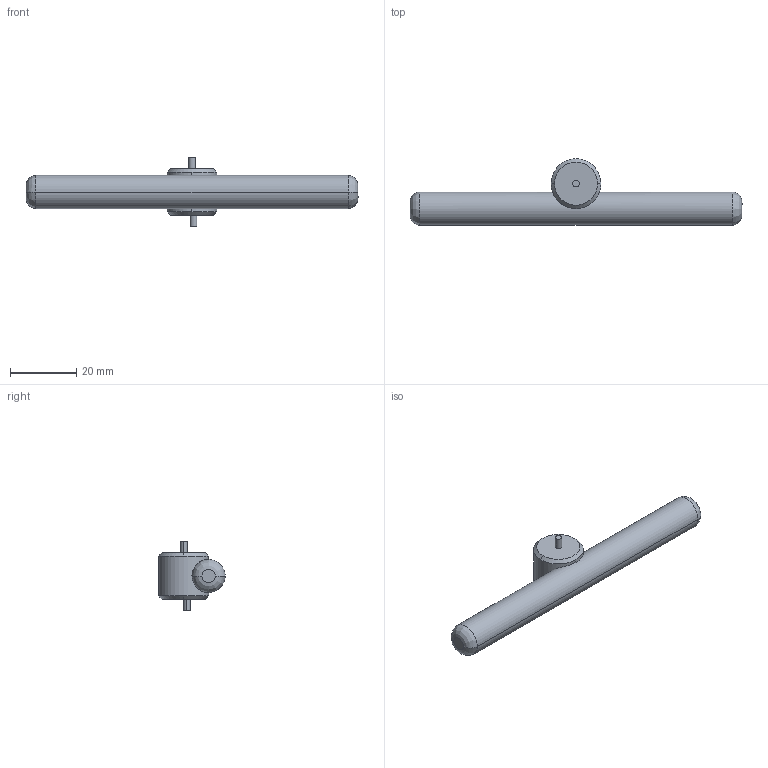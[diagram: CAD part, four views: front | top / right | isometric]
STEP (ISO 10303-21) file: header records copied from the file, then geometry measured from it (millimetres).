
FILE_DESCRIPTION(('CAx-IF Rec.Pracs.---Model Styling and Organization---1.2---2011-12-15','CAx-IF Rec.Pracs.---Geometric and Assembly Validation Properties---4.1---2014-06-16','CAx-IF Rec.Pracs.---PMI Polyline Presentation---2.0---2013-05-24'),'2;1');
FILE_NAME('foot1.stp','2021-02-03T20:47:41+01:00',(''),(''),'STEP Interface 2019 Sp3 by CT CoreTechnologie','3D_Kernel_IO2019 Sp3 by CT CoreTechnologie','');
FILE_SCHEMA(('AUTOMOTIVE_DESIGN { 1 0 10303 214 1 1 1 1 }'));
Length unit declared in the file: millimetre
Products named in the file (1): avw37197087-b951-4c93-ba83-aa3f61d84cb1
Bounding box: 100 x 20 x 21 mm (x, y, z)
Volume: 9823.3 mm3; surface area: 3869.4 mm2
Topology: 1 solids, 1 shells, 22 faces, 50 edges, 32 vertices
Faces by surface type: bspline 8, cylinder 8, plane 6
Entity records: 1480 total; most frequent: CARTESIAN_POINT 339, DIRECTION 108, ORIENTED_EDGE 100, PROPERTY_DEFINITION 82, EDGE_CURVE 50, AXIS2_PLACEMENT_3D 47, SHAPE_REPRESENTATION 42, SHAPE_DEFINITION_REPRESENTATION 42
